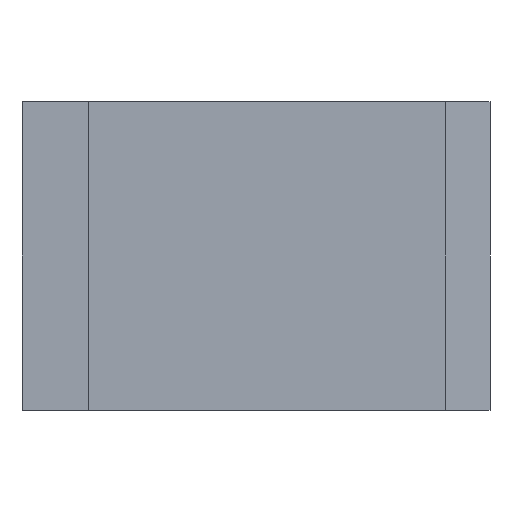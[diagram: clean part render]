
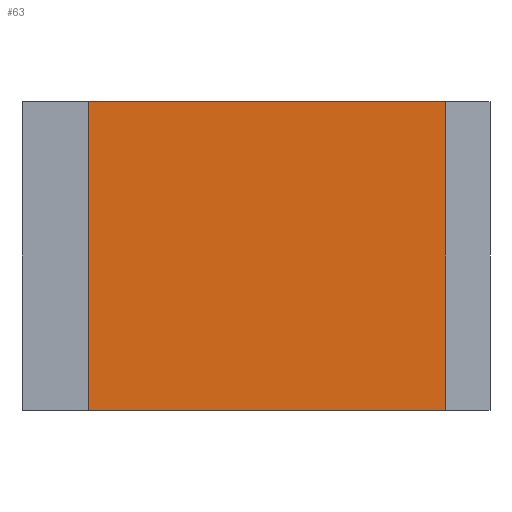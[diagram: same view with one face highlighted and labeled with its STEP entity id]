
A CAD part, left-side view. The second image highlights one B-rep face of the part: STEP entity #63.
In plain terms, the highlighted planar face has unit normal (-1, 0, 0).
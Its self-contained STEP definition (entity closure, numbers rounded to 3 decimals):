
#63 = ADVANCED_FACE( '', ( #131 ), #132, .F. );
#131 = FACE_OUTER_BOUND( '', #192, .T. );
#132 = PLANE( '', #193 );
#192 = EDGE_LOOP( '', ( #310, #311, #312, #313 ) );
#193 = AXIS2_PLACEMENT_3D( '', #314, #315, #316 );
#310 = ORIENTED_EDGE( '', *, *, #368, .T. );
#311 = ORIENTED_EDGE( '', *, *, #348, .F. );
#312 = ORIENTED_EDGE( '', *, *, #338, .F. );
#313 = ORIENTED_EDGE( '', *, *, #356, .T. );
#314 = CARTESIAN_POINT( '', ( -37., 73., 56. ) );
#315 = DIRECTION( '', ( 1., 0., 0. ) );
#316 = DIRECTION( '', ( 0., 0., -1. ) );
#338 = EDGE_CURVE( '', #392, #394, #395, .T. );
#348 = EDGE_CURVE( '', #394, #408, #412, .T. );
#356 = EDGE_CURVE( '', #392, #423, #425, .T. );
#368 = EDGE_CURVE( '', #423, #408, #443, .T. );
#392 = VERTEX_POINT( '', #471 );
#394 = VERTEX_POINT( '', #474 );
#395 = LINE( '', #475, #476 );
#408 = VERTEX_POINT( '', #495 );
#412 = LINE( '', #501, #502 );
#423 = VERTEX_POINT( '', #516 );
#425 = LINE( '', #519, #520 );
#443 = LINE( '', #545, #546 );
#471 = CARTESIAN_POINT( '', ( -37., 73., 56. ) );
#474 = CARTESIAN_POINT( '', ( -37., 8., 56. ) );
#475 = CARTESIAN_POINT( '', ( -37., 73., 56. ) );
#476 = VECTOR( '', #574, 1000. );
#495 = CARTESIAN_POINT( '', ( -37., 8., 0. ) );
#501 = CARTESIAN_POINT( '', ( -37., 8., 56. ) );
#502 = VECTOR( '', #583, 1000. );
#516 = CARTESIAN_POINT( '', ( -37., 73., 0. ) );
#519 = CARTESIAN_POINT( '', ( -37., 73., 56. ) );
#520 = VECTOR( '', #591, 1000. );
#545 = CARTESIAN_POINT( '', ( -37., 73., 0. ) );
#546 = VECTOR( '', #605, 1000. );
#574 = DIRECTION( '', ( 0., -1., 0. ) );
#583 = DIRECTION( '', ( 0., 0., -1. ) );
#591 = DIRECTION( '', ( 0., 0., -1. ) );
#605 = DIRECTION( '', ( 0., -1., 0. ) );
